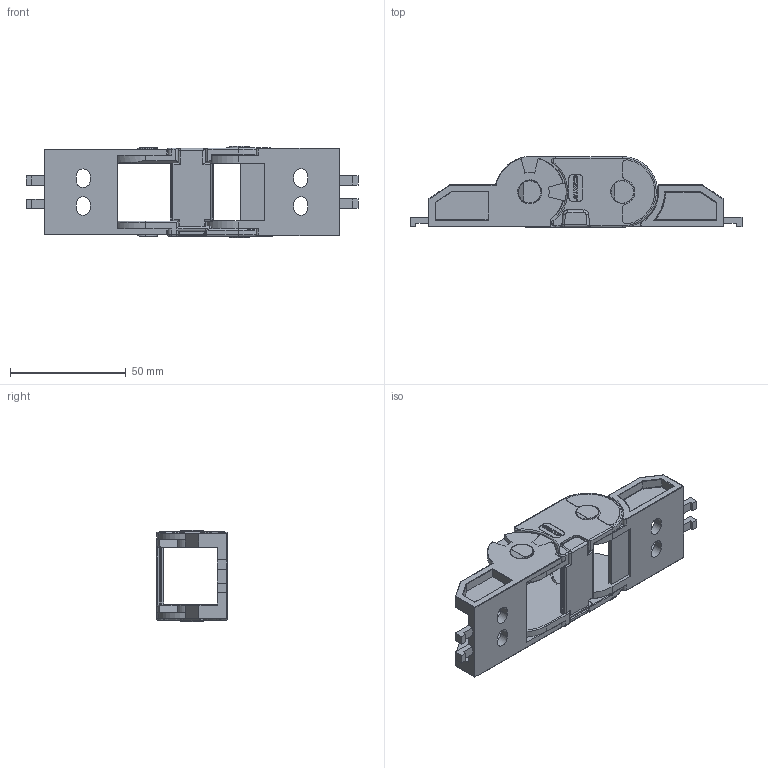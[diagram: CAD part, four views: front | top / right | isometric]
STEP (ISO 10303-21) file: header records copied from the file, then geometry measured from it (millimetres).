
FILE_DESCRIPTION (( 'STEP AP214' ), '1' );
FILE_NAME ('CK24-B025-AYAK.STEP', '2019-09-16T11:13:30', ( '' ), ( '' ), 'SwSTEP 2.0', 'SolidWorks 2017', '' );
FILE_SCHEMA (( 'AUTOMOTIVE_DESIGN' ));
Length unit declared in the file: millimetre
Products named in the file (1): CK24-B025-AYAK
Bounding box: 143.4 x 30.5 x 39.4 mm (x, y, z)
Volume: 39944 mm3; surface area: 29567.5 mm2
Topology: 4 solids, 4 shells, 772 faces, 2081 edges, 1345 vertices
Faces by surface type: plane 352, cylinder 326, bspline 91, cone 3
Entity records: 28726 total; most frequent: CARTESIAN_POINT 10346, ORIENTED_EDGE 4152, DIRECTION 3348, EDGE_CURVE 2076, VERTEX_POINT 1345, LINE 1214, VECTOR 1214, AXIS2_PLACEMENT_3D 1067
